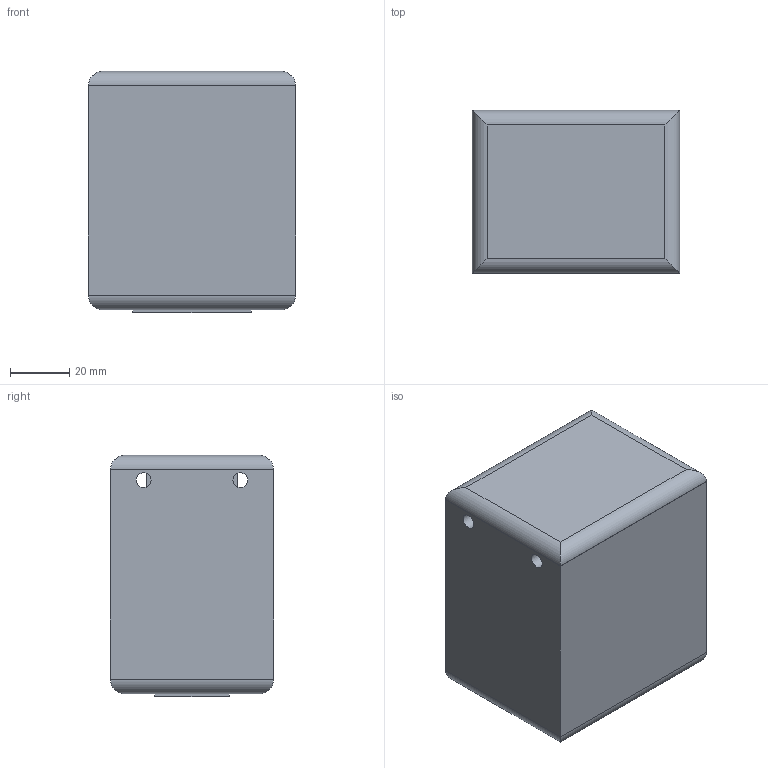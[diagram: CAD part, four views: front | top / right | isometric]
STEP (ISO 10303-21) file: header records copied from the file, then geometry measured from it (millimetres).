
FILE_DESCRIPTION(/* description */ (''),/* implementation_level */ '2;1');
FILE_NAME(/* name */ 'LED_PROJECT v9.step',/* time_stamp */ '2018-11-20T03:06:30-05:00',/* author */ ('agc26'),/* organization */ (''),/* preprocessor_version */ 'ST-DEVELOPER v17.2',/* originating_system */ 'Autodesk Translation Framework v7.6.0.251',/* authorisation */ '');
FILE_SCHEMA (('AUTOMOTIVE_DESIGN { 1 0 10303 214 3 1 1 }'));
Length unit declared in the file: millimetre
Products named in the file (3): LED_PROJECT; Face; Lid
Assembly tree (2 placements, depth 2):
  LED_PROJECT
    Face
    Lid
Bounding box: 70.26 x 55.27 x 81.91 mm (x, y, z)
Volume: 133783.1 mm3; surface area: 53362.5 mm2
Topology: 4 solids, 4 shells, 92 faces, 228 edges, 152 vertices
Faces by surface type: plane 72, cylinder 20
Full cylindrical faces by diameter (mm): 1.905 x4, 5 x8
Entity records: 2847 total; most frequent: CARTESIAN_POINT 477, DIRECTION 458, ORIENTED_EDGE 456, EDGE_CURVE 228, LINE 192, VECTOR 192, VERTEX_POINT 152, AXIS2_PLACEMENT_3D 133
